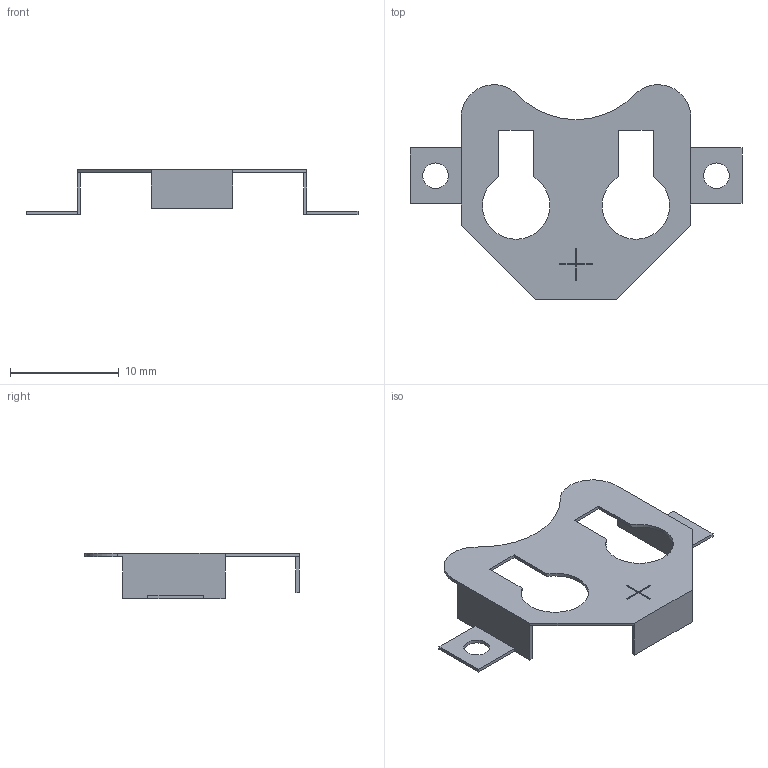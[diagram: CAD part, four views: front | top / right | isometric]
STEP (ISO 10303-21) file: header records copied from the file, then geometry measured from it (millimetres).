
FILE_DESCRIPTION (( 'STEP AP214' ), '1' );
FILE_NAME ('BCC79C0A-2E2E-4CC9-BC43-9EFB15954A99.STEP', '2025-08-08T12:21:12', ( '' ), ( '' ), 'SwSTEP 2.0', 'SolidWorks 2022', '' );
FILE_SCHEMA (( 'AUTOMOTIVE_DESIGN' ));
Length unit declared in the file: millimetre
Products named in the file (1): BCC79C0A-2E2E-4CC9-BC43-9EFB15954A99
Bounding box: 30.5 x 19.7 x 4.15 mm (x, y, z)
Volume: 116.4 mm3; surface area: 832.3 mm2
Topology: 1 solids, 1 shells, 59 faces, 164 edges, 108 vertices
Faces by surface type: plane 46, cylinder 13
Entity records: 1922 total; most frequent: CARTESIAN_POINT 332, ORIENTED_EDGE 328, DIRECTION 310, EDGE_CURVE 164, VECTOR 138, LINE 138, VERTEX_POINT 108, AXIS2_PLACEMENT_3D 86
